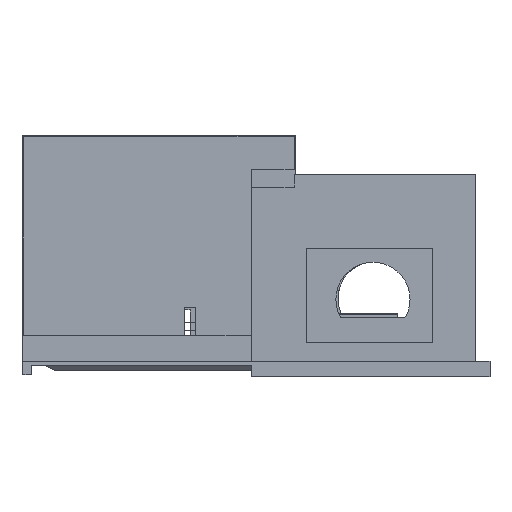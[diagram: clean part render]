
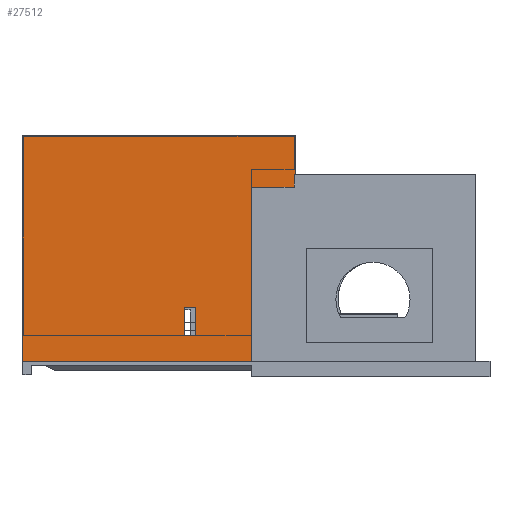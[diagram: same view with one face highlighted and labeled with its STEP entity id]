
A CAD part, top view. The second image highlights one B-rep face of the part: STEP entity #27512.
In plain terms, the highlighted planar face has unit normal (0, 0, 1).
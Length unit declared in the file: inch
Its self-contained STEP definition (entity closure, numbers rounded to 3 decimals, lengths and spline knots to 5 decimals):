
#17119=DIRECTION('',(-1.,0.,0.));
#17120=VECTOR('',#17119,738.8);
#17121=CARTESIAN_POINT('',(-394.812,-206.,393.38));
#17122=LINE('',#17121,#17120);
#17247=DIRECTION('',(0.,-1.,0.));
#17248=VECTOR('',#17247,732.);
#17249=CARTESIAN_POINT('',(-1136.812,526.,393.38));
#17250=LINE('',#17249,#17248);
#17251=DIRECTION('',(-1.,0.,0.));
#17252=VECTOR('',#17251,885.);
#17253=CARTESIAN_POINT('',(-251.812,526.,393.38));
#17254=LINE('',#17253,#17252);
#17255=DIRECTION('',(1.,0.,0.));
#17256=VECTOR('',#17255,4.);
#17257=CARTESIAN_POINT('',(-255.812,400.,393.38));
#17258=LINE('',#17257,#17256);
#17259=DIRECTION('',(0.,1.,0.));
#17260=VECTOR('',#17259,42.);
#17261=CARTESIAN_POINT('',(-255.812,358.,393.38));
#17262=LINE('',#17261,#17260);
#17263=DIRECTION('',(1.,0.,0.));
#17264=VECTOR('',#17263,139.);
#17265=CARTESIAN_POINT('',(-394.812,358.,393.38));
#17266=LINE('',#17265,#17264);
#17267=DIRECTION('',(0.,1.,0.));
#17268=VECTOR('',#17267,564.);
#17269=CARTESIAN_POINT('',(-394.812,-206.,393.38));
#17270=LINE('',#17269,#17268);
#17543=DIRECTION('',(1.,0.,0.));
#17544=VECTOR('',#17543,36.);
#17545=CARTESIAN_POINT('',(-610.6245,-122.,393.38));
#17546=LINE('',#17545,#17544);
#20936=DIRECTION('',(0.,1.,0.));
#20937=VECTOR('',#20936,91.5);
#20938=CARTESIAN_POINT('',(-574.6245,-122.,393.38));
#20939=LINE('',#20938,#20937);
#20948=DIRECTION('',(-1.,0.,0.));
#20949=VECTOR('',#20948,36.);
#20950=CARTESIAN_POINT('',(-574.6245,-30.5,393.38));
#20951=LINE('',#20950,#20949);
#20960=DIRECTION('',(0.,-1.,0.));
#20961=VECTOR('',#20960,91.5);
#20962=CARTESIAN_POINT('',(-610.6245,-30.5,393.38));
#20963=LINE('',#20962,#20961);
#23546=DIRECTION('',(-1.,0.,0.));
#23547=VECTOR('',#23546,3.2);
#23548=CARTESIAN_POINT('',(-1133.612,-206.,393.38));
#23549=LINE('',#23548,#23547);
#23722=DIRECTION('',(0.,-1.,0.));
#23723=VECTOR('',#23722,126.);
#23724=CARTESIAN_POINT('',(-251.812,526.,393.38));
#23725=LINE('',#23724,#23723);
#25558=CARTESIAN_POINT('',(-1136.812,526.,393.38));
#25560=VERTEX_POINT('',#25558);
#25562=CARTESIAN_POINT('',(-251.812,526.,393.38));
#25563=VERTEX_POINT('',#25562);
#25602=CARTESIAN_POINT('',(-251.812,400.,393.38));
#25603=VERTEX_POINT('',#25602);
#25604=CARTESIAN_POINT('',(-394.812,358.,393.38));
#25605=CARTESIAN_POINT('',(-255.812,358.,393.38));
#25606=VERTEX_POINT('',#25604);
#25607=VERTEX_POINT('',#25605);
#25686=CARTESIAN_POINT('',(-255.812,400.,393.38));
#25687=VERTEX_POINT('',#25686);
#25694=CARTESIAN_POINT('',(-1133.612,-206.,393.38));
#25695=VERTEX_POINT('',#25694);
#25718=CARTESIAN_POINT('',(-1136.812,-206.,393.38));
#25719=VERTEX_POINT('',#25718);
#25758=CARTESIAN_POINT('',(-574.6245,-30.5,393.38));
#25759=CARTESIAN_POINT('',(-610.6245,-30.5,393.38));
#25760=VERTEX_POINT('',#25758);
#25761=VERTEX_POINT('',#25759);
#25762=CARTESIAN_POINT('',(-574.6245,-122.,393.38));
#25763=VERTEX_POINT('',#25762);
#25764=CARTESIAN_POINT('',(-610.6245,-122.,393.38));
#25765=VERTEX_POINT('',#25764);
#25978=CARTESIAN_POINT('',(-394.812,-206.,393.38));
#25979=VERTEX_POINT('',#25978);
#27479=CARTESIAN_POINT('',(-1136.812,-206.,393.38));
#27480=DIRECTION('',(0.,0.,1.));
#27481=DIRECTION('',(1.,0.,0.));
#27482=AXIS2_PLACEMENT_3D('',#27479,#27480,#27481);
#27483=PLANE('',#27482);
#27485=ORIENTED_EDGE('',*,*,#27484,.F.);
#27487=ORIENTED_EDGE('',*,*,#27486,.F.);
#27489=ORIENTED_EDGE('',*,*,#27488,.T.);
#27491=ORIENTED_EDGE('',*,*,#27490,.F.);
#27493=ORIENTED_EDGE('',*,*,#27492,.F.);
#27495=ORIENTED_EDGE('',*,*,#27494,.F.);
#27496=ORIENTED_EDGE('',*,*,#27470,.F.);
#27497=ORIENTED_EDGE('',*,*,#27301,.T.);
#27499=ORIENTED_EDGE('',*,*,#27498,.T.);
#27500=EDGE_LOOP('',(#27485,#27487,#27489,#27491,#27493,#27495,#27496,#27497,
#27499));
#27501=FACE_OUTER_BOUND('',#27500,.F.);
#27503=ORIENTED_EDGE('',*,*,#27502,.T.);
#27505=ORIENTED_EDGE('',*,*,#27504,.T.);
#27507=ORIENTED_EDGE('',*,*,#27506,.T.);
#27509=ORIENTED_EDGE('',*,*,#27508,.T.);
#27510=EDGE_LOOP('',(#27503,#27505,#27507,#27509));
#27511=FACE_BOUND('',#27510,.F.);
#27512=ADVANCED_FACE('',(#27501,#27511),#27483,.T.);
#27301=EDGE_CURVE('',#25979,#25695,#17122,.T.);
#27470=EDGE_CURVE('',#25979,#25606,#17270,.T.);
#27484=EDGE_CURVE('',#25560,#25719,#17250,.T.);
#27486=EDGE_CURVE('',#25563,#25560,#17254,.T.);
#27488=EDGE_CURVE('',#25563,#25603,#23725,.T.);
#27490=EDGE_CURVE('',#25687,#25603,#17258,.T.);
#27492=EDGE_CURVE('',#25607,#25687,#17262,.T.);
#27494=EDGE_CURVE('',#25606,#25607,#17266,.T.);
#27498=EDGE_CURVE('',#25695,#25719,#23549,.T.);
#27502=EDGE_CURVE('',#25760,#25761,#20951,.T.);
#27504=EDGE_CURVE('',#25761,#25765,#20963,.T.);
#27506=EDGE_CURVE('',#25765,#25763,#17546,.T.);
#27508=EDGE_CURVE('',#25763,#25760,#20939,.T.);
